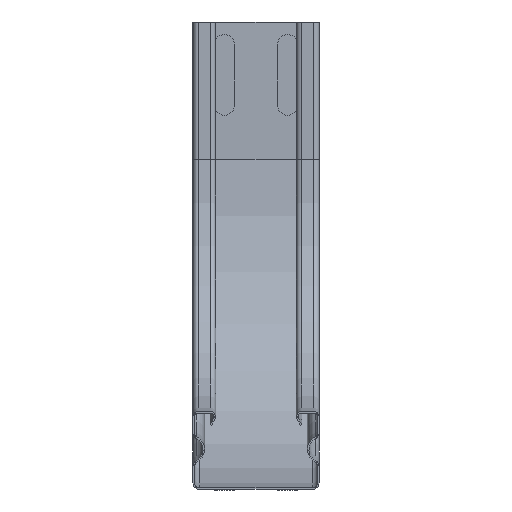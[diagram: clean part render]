
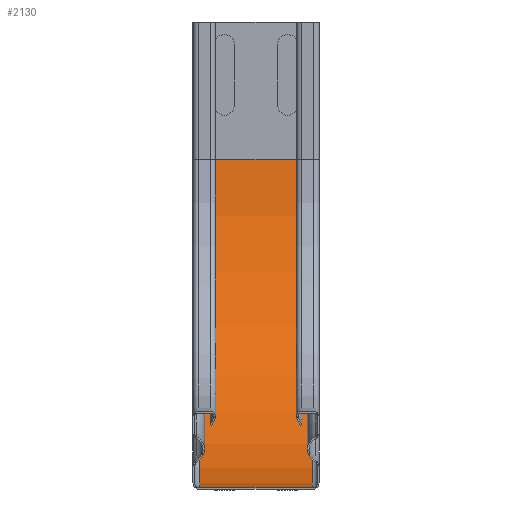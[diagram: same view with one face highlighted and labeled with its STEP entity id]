
A CAD part, left-side view. The second image highlights one B-rep face of the part: STEP entity #2130.
In plain terms, the highlighted cylindrical face has radius 130.3 mm (diameter 260.6 mm), a partial arc.
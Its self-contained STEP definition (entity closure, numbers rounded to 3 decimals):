
#184=FACE_OUTER_BOUND('',#310,.T.);
#310=EDGE_LOOP('',(#1716,#1717,#1718,#1719));
#445=CIRCLE('',#2321,130.3);
#478=CIRCLE('',#2372,130.3);
#553=LINE('',#3324,#721);
#607=LINE('',#3611,#775);
#721=VECTOR('',#2587,1.);
#775=VECTOR('',#2935,1.);
#859=VERTEX_POINT('',#3209);
#901=VERTEX_POINT('',#3322);
#965=VERTEX_POINT('',#3526);
#987=VERTEX_POINT('',#3606);
#1121=EDGE_CURVE('',#859,#901,#553,.T.);
#1226=EDGE_CURVE('',#965,#859,#445,.T.);
#1265=EDGE_CURVE('',#987,#901,#478,.T.);
#1267=EDGE_CURVE('',#987,#965,#607,.T.);
#1716=ORIENTED_EDGE('',*,*,#1267,.T.);
#1717=ORIENTED_EDGE('',*,*,#1226,.T.);
#1718=ORIENTED_EDGE('',*,*,#1121,.T.);
#1719=ORIENTED_EDGE('',*,*,#1265,.F.);
#2033=CYLINDRICAL_SURFACE('',#2374,130.3);
#2130=ADVANCED_FACE('',(#184),#2033,.F.);
#2321=AXIS2_PLACEMENT_3D('',#3529,#2821,#2822);
#2372=AXIS2_PLACEMENT_3D('',#3608,#2929,#2930);
#2374=AXIS2_PLACEMENT_3D('',#3610,#2933,#2934);
#2587=DIRECTION('',(0.,1.,0.));
#2821=DIRECTION('center_axis',(0.,-1.,0.));
#2822=DIRECTION('ref_axis',(0.,0.,-1.));
#2929=DIRECTION('center_axis',(0.,-1.,0.));
#2930=DIRECTION('ref_axis',(0.,0.,-1.));
#2933=DIRECTION('center_axis',(0.,-1.,0.));
#2934=DIRECTION('ref_axis',(0.,0.,-1.));
#2935=DIRECTION('',(0.,-1.,0.));
#3209=CARTESIAN_POINT('',(187.157,5.078,130.9));
#3322=CARTESIAN_POINT('',(187.157,49.878,130.9));
#3324=CARTESIAN_POINT('',(187.157,27.478,130.9));
#3526=CARTESIAN_POINT('',(56.857,5.078,0.6));
#3529=CARTESIAN_POINT('Origin',(56.857,5.078,130.9));
#3606=CARTESIAN_POINT('',(56.857,49.878,0.6));
#3608=CARTESIAN_POINT('Origin',(56.857,49.878,130.9));
#3610=CARTESIAN_POINT('Origin',(56.857,38.678,130.9));
#3611=CARTESIAN_POINT('',(56.857,49.878,0.6));
